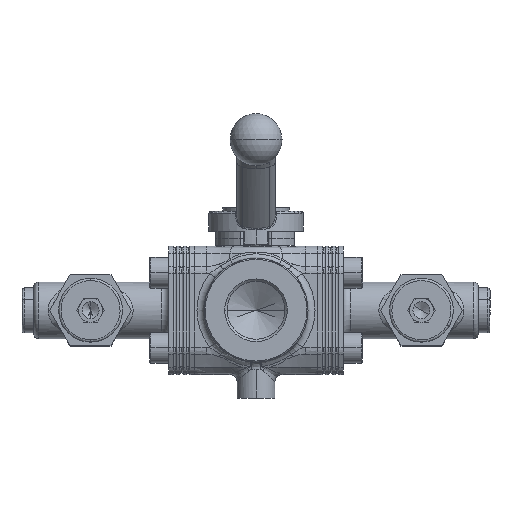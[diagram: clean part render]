
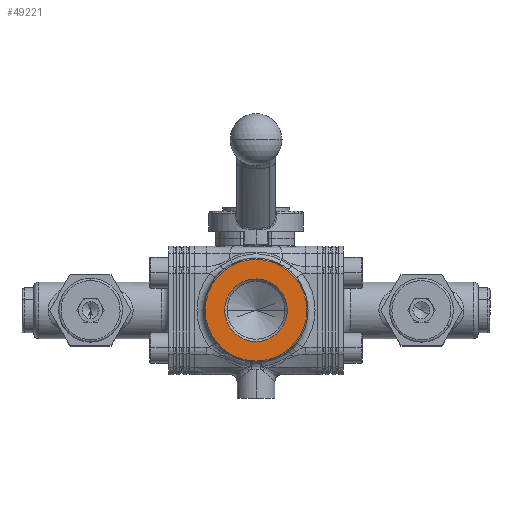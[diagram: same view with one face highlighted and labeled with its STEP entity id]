
A CAD part, top view. The second image highlights one B-rep face of the part: STEP entity #49221.
In plain terms, the highlighted planar face has unit normal (0, 0, 1).
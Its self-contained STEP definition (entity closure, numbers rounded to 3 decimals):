
#603 = CARTESIAN_POINT ( 'NONE',  ( 0., 0., 40. ) ) ;
#3361 = EDGE_CURVE ( 'NONE', #59038, #16007, #34576, .T. ) ;
#5718 = CIRCLE ( 'NONE', #41661, 13.246 ) ;
#6615 = DIRECTION ( 'NONE',  ( 1., 0., 0. ) ) ;
#6752 = PLANE ( 'NONE',  #19624 ) ;
#6936 = FACE_OUTER_BOUND ( 'NONE', #36251, .T. ) ;
#8081 = CARTESIAN_POINT ( 'NONE',  ( 0., 0., 40. ) ) ;
#10715 = EDGE_CURVE ( 'NONE', #16007, #59038, #5718, .T. ) ;
#11941 = VERTEX_POINT ( 'NONE', #15922 ) ;
#12757 = CARTESIAN_POINT ( 'NONE',  ( 13.246, 0., 40. ) ) ;
#13887 = CARTESIAN_POINT ( 'NONE',  ( 0., 0., 40. ) ) ;
#14134 = DIRECTION ( 'NONE',  ( 1., 0., 0. ) ) ;
#14618 = AXIS2_PLACEMENT_3D ( 'NONE', #8081, #50037, #14134 ) ;
#15922 = CARTESIAN_POINT ( 'NONE',  ( 21.5, 0., 40. ) ) ;
#16007 = VERTEX_POINT ( 'NONE', #12757 ) ;
#16381 = CARTESIAN_POINT ( 'NONE',  ( -13.246, 0., 40. ) ) ;
#19624 = AXIS2_PLACEMENT_3D ( 'NONE', #30873, #72722, #36861 ) ;
#19972 = DIRECTION ( 'NONE',  ( 1., 0., 0. ) ) ;
#24203 = EDGE_CURVE ( 'NONE', #54977, #11941, #71632, .T. ) ;
#29141 = AXIS2_PLACEMENT_3D ( 'NONE', #13887, #55793, #19972 ) ;
#30000 = EDGE_CURVE ( 'NONE', #11941, #54977, #70003, .T. ) ;
#30684 = ORIENTED_EDGE ( 'NONE', *, *, #24203, .T. ) ;
#30873 = CARTESIAN_POINT ( 'NONE',  ( 0., 0., 40. ) ) ;
#34576 = CIRCLE ( 'NONE', #29141, 13.246 ) ;
#35309 = DIRECTION ( 'NONE',  ( 0., 0., 1. ) ) ;
#36251 = EDGE_LOOP ( 'NONE', ( #30684, #74917 ) ) ;
#36574 = ORIENTED_EDGE ( 'NONE', *, *, #3361, .F. ) ;
#36861 = DIRECTION ( 'NONE',  ( 1., 0., 0. ) ) ;
#41661 = AXIS2_PLACEMENT_3D ( 'NONE', #603, #42515, #6615 ) ;
#42515 = DIRECTION ( 'NONE',  ( 0., 0., 1. ) ) ;
#46162 = CARTESIAN_POINT ( 'NONE',  ( -21.5, 0., 40. ) ) ;
#49221 = ADVANCED_FACE ( 'NONE', ( #6936, #74404 ), #6752, .T. ) ;
#50037 = DIRECTION ( 'NONE',  ( 0., 0., 1. ) ) ;
#50498 = ORIENTED_EDGE ( 'NONE', *, *, #10715, .F. ) ;
#54977 = VERTEX_POINT ( 'NONE', #46162 ) ;
#55793 = DIRECTION ( 'NONE',  ( 0., 0., 1. ) ) ;
#57976 = AXIS2_PLACEMENT_3D ( 'NONE', #71162, #35309, #77175 ) ;
#59038 = VERTEX_POINT ( 'NONE', #16381 ) ;
#70003 = CIRCLE ( 'NONE', #57976, 21.5 ) ;
#71162 = CARTESIAN_POINT ( 'NONE',  ( 0., 0., 40. ) ) ;
#71632 = CIRCLE ( 'NONE', #14618, 21.5 ) ;
#72722 = DIRECTION ( 'NONE',  ( 0., 0., 1. ) ) ;
#74404 = FACE_BOUND ( 'NONE', #76631, .T. ) ;
#74917 = ORIENTED_EDGE ( 'NONE', *, *, #30000, .T. ) ;
#76631 = EDGE_LOOP ( 'NONE', ( #50498, #36574 ) ) ;
#77175 = DIRECTION ( 'NONE',  ( 1., 0., 0. ) ) ;
